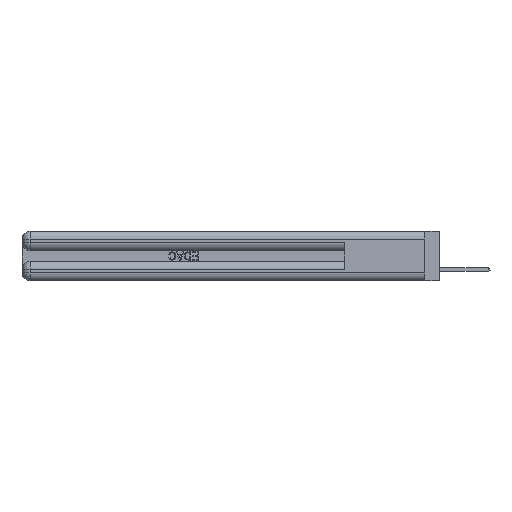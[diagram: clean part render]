
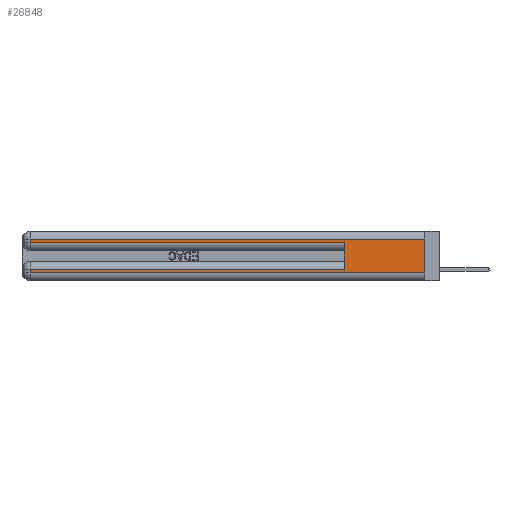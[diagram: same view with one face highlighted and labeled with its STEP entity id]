
A CAD part, left-side view. The second image highlights one B-rep face of the part: STEP entity #26848.
In plain terms, the highlighted planar face has unit normal (-1, 0, 0).
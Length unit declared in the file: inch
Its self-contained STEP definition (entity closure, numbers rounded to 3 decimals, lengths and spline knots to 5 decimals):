
#45 = VERTEX_POINT ( 'NONE', #18411 ) ;
#219 = EDGE_CURVE ( 'NONE', #1858, #13396, #21949, .T. ) ;
#679 = VERTEX_POINT ( 'NONE', #23135 ) ;
#1034 = CARTESIAN_POINT ( 'NONE',  ( 0., 0., 0.085 ) ) ;
#1858 = VERTEX_POINT ( 'NONE', #17559 ) ;
#3779 = ORIENTED_EDGE ( 'NONE', *, *, #22010, .T. ) ;
#4186 = DIRECTION ( 'NONE',  ( 0., -1., 0. ) ) ;
#5020 = CARTESIAN_POINT ( 'NONE',  ( 0., 0., 0.37 ) ) ;
#5432 = EDGE_CURVE ( 'NONE', #45, #21160, #21097, .T. ) ;
#5860 = EDGE_CURVE ( 'NONE', #45, #679, #36074, .T. ) ;
#6470 = VECTOR ( 'NONE', #11881, 39.37008 ) ;
#7046 = FACE_OUTER_BOUND ( 'NONE', #36505, .T. ) ;
#7469 = VECTOR ( 'NONE', #35549, 39.37008 ) ;
#7922 = VECTOR ( 'NONE', #32376, 39.37008 ) ;
#9103 = DIRECTION ( 'NONE',  ( 0., 0., -1. ) ) ;
#9966 = CARTESIAN_POINT ( 'NONE',  ( 0., 2.94, 0.31 ) ) ;
#10214 = EDGE_CURVE ( 'NONE', #21160, #37324, #34426, .T. ) ;
#11029 = LINE ( 'NONE', #26423, #17813 ) ;
#11150 = CARTESIAN_POINT ( 'NONE',  ( 0., 2.94, 0.285 ) ) ;
#11881 = DIRECTION ( 'NONE',  ( 0., 0., -1. ) ) ;
#12967 = EDGE_CURVE ( 'NONE', #20796, #20977, #28371, .T. ) ;
#13004 = VECTOR ( 'NONE', #30972, 39.37008 ) ;
#13396 = VERTEX_POINT ( 'NONE', #31172 ) ;
#16135 = CARTESIAN_POINT ( 'NONE',  ( 0., 0.6, 0.285 ) ) ;
#16533 = CARTESIAN_POINT ( 'NONE',  ( 0., 0., 0.31 ) ) ;
#16535 = CARTESIAN_POINT ( 'NONE',  ( 0., 2.94, 0.37 ) ) ;
#17559 = CARTESIAN_POINT ( 'NONE',  ( 0., 2.94, 0.085 ) ) ;
#17813 = VECTOR ( 'NONE', #4186, 39.37008 ) ;
#18064 = EDGE_CURVE ( 'NONE', #13396, #679, #31974, .T. ) ;
#18108 = PLANE ( 'NONE',  #23247 ) ;
#18411 = CARTESIAN_POINT ( 'NONE',  ( 0., 0., 0.31 ) ) ;
#19346 = VECTOR ( 'NONE', #26359, 39.37008 ) ;
#20268 = ORIENTED_EDGE ( 'NONE', *, *, #10214, .T. ) ;
#20796 = VERTEX_POINT ( 'NONE', #36317 ) ;
#20977 = VERTEX_POINT ( 'NONE', #16135 ) ;
#21097 = LINE ( 'NONE', #16533, #13004 ) ;
#21160 = VERTEX_POINT ( 'NONE', #9966 ) ;
#21457 = CARTESIAN_POINT ( 'NONE',  ( 0., 0., 0.37 ) ) ;
#21586 = DIRECTION ( 'NONE',  ( 0., 0., -1. ) ) ;
#21949 = LINE ( 'NONE', #32520, #6470 ) ;
#22010 = EDGE_CURVE ( 'NONE', #20796, #1858, #35159, .T. ) ;
#23135 = CARTESIAN_POINT ( 'NONE',  ( 0., 0., 0.06 ) ) ;
#23247 = AXIS2_PLACEMENT_3D ( 'NONE', #5020, #36975, #35960 ) ;
#24151 = ORIENTED_EDGE ( 'NONE', *, *, #5860, .F. ) ;
#25220 = VECTOR ( 'NONE', #21586, 39.37008 ) ;
#26224 = ORIENTED_EDGE ( 'NONE', *, *, #12967, .F. ) ;
#26243 = CARTESIAN_POINT ( 'NONE',  ( 0., 0., 0.06 ) ) ;
#26359 = DIRECTION ( 'NONE',  ( 0., -1., 0. ) ) ;
#26423 = CARTESIAN_POINT ( 'NONE',  ( 0., 0., 0.285 ) ) ;
#26848 = ADVANCED_FACE ( 'NONE', ( #7046 ), #18108, .F. ) ;
#28371 = LINE ( 'NONE', #35051, #7922 ) ;
#28493 = ORIENTED_EDGE ( 'NONE', *, *, #18064, .T. ) ;
#28566 = VECTOR ( 'NONE', #9103, 39.37008 ) ;
#29176 = EDGE_CURVE ( 'NONE', #37324, #20977, #11029, .T. ) ;
#30621 = ORIENTED_EDGE ( 'NONE', *, *, #29176, .T. ) ;
#30972 = DIRECTION ( 'NONE',  ( 0., 1., 0. ) ) ;
#31172 = CARTESIAN_POINT ( 'NONE',  ( 0., 2.94, 0.06 ) ) ;
#31800 = ORIENTED_EDGE ( 'NONE', *, *, #219, .T. ) ;
#31974 = LINE ( 'NONE', #26243, #19346 ) ;
#32376 = DIRECTION ( 'NONE',  ( 0., 0., 1. ) ) ;
#32520 = CARTESIAN_POINT ( 'NONE',  ( 0., 2.94, 0.37 ) ) ;
#34426 = LINE ( 'NONE', #16535, #28566 ) ;
#35051 = CARTESIAN_POINT ( 'NONE',  ( 0., 0.6, 0.145 ) ) ;
#35159 = LINE ( 'NONE', #1034, #7469 ) ;
#35549 = DIRECTION ( 'NONE',  ( 0., 1., 0. ) ) ;
#35960 = DIRECTION ( 'NONE',  ( 0., 0., -1. ) ) ;
#36074 = LINE ( 'NONE', #21457, #25220 ) ;
#36317 = CARTESIAN_POINT ( 'NONE',  ( 0., 0.6, 0.085 ) ) ;
#36505 = EDGE_LOOP ( 'NONE', ( #24151, #37522, #20268, #30621, #26224, #3779, #31800, #28493 ) ) ;
#36975 = DIRECTION ( 'NONE',  ( 1., 0., 0. ) ) ;
#37324 = VERTEX_POINT ( 'NONE', #11150 ) ;
#37522 = ORIENTED_EDGE ( 'NONE', *, *, #5432, .T. ) ;
